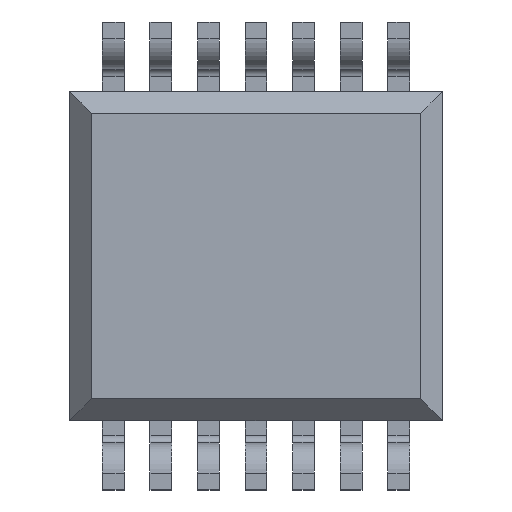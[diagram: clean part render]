
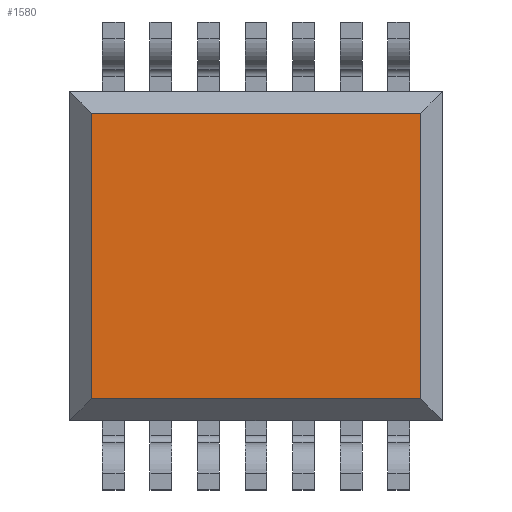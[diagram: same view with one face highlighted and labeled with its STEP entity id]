
A CAD part, top view. The second image highlights one B-rep face of the part: STEP entity #1580.
In plain terms, the highlighted planar face has unit normal (0, 0, 1).
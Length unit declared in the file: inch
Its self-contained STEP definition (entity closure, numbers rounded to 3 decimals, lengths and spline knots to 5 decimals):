
#1529 = EDGE_LOOP ( 'NONE', ( #1581, #1585, #1588, #1591 ) ) ;
#1580 = ADVANCED_FACE ( 'NONE', ( #7827 ), #7862, .T. ) ;
#1581 = ORIENTED_EDGE ( 'NONE', *, *, #1582, .F. ) ;
#1582 = EDGE_CURVE ( 'NONE', #1583, #1584, #7861, .T. ) ;
#1583 = VERTEX_POINT ( 'NONE', #7853 ) ;
#1584 = VERTEX_POINT ( 'NONE', #7852 ) ;
#1585 = ORIENTED_EDGE ( 'NONE', *, *, #1586, .F. ) ;
#1586 = EDGE_CURVE ( 'NONE', #1587, #1583, #7851, .T. ) ;
#1587 = VERTEX_POINT ( 'NONE', #7847 ) ;
#1588 = ORIENTED_EDGE ( 'NONE', *, *, #1589, .F. ) ;
#1589 = EDGE_CURVE ( 'NONE', #1590, #1587, #7846, .T. ) ;
#1590 = VERTEX_POINT ( 'NONE', #7842 ) ;
#1591 = ORIENTED_EDGE ( 'NONE', *, *, #1592, .F. ) ;
#1592 = EDGE_CURVE ( 'NONE', #1584, #1590, #7840, .T. ) ;
#7827 = FACE_OUTER_BOUND ( 'NONE', #1529, .T. ) ;
#7837 = DIRECTION ( 'NONE',  ( 1., 0., 0. ) ) ;
#7838 = VECTOR ( 'NONE', #7837, 39.37008 ) ;
#7839 = CARTESIAN_POINT ( 'NONE',  ( 0., 0.07677, 0.03937 ) ) ;
#7840 = LINE ( 'NONE', #7839, #7838 ) ;
#7842 = CARTESIAN_POINT ( 'NONE',  ( 0.08858, 0.07677, 0.03937 ) ) ;
#7843 = DIRECTION ( 'NONE',  ( 0., -1., 0. ) ) ;
#7844 = VECTOR ( 'NONE', #7843, 39.37008 ) ;
#7845 = CARTESIAN_POINT ( 'NONE',  ( 0.08858, 0., 0.03937 ) ) ;
#7846 = LINE ( 'NONE', #7845, #7844 ) ;
#7847 = CARTESIAN_POINT ( 'NONE',  ( 0.08858, -0.07677, 0.03937 ) ) ;
#7848 = DIRECTION ( 'NONE',  ( -1., 0., 0. ) ) ;
#7849 = VECTOR ( 'NONE', #7848, 39.37008 ) ;
#7850 = CARTESIAN_POINT ( 'NONE',  ( 0., -0.07677, 0.03937 ) ) ;
#7851 = LINE ( 'NONE', #7850, #7849 ) ;
#7852 = CARTESIAN_POINT ( 'NONE',  ( -0.08858, 0.07677, 0.03937 ) ) ;
#7853 = CARTESIAN_POINT ( 'NONE',  ( -0.08858, -0.07677, 0.03937 ) ) ;
#7854 = DIRECTION ( 'NONE',  ( 0., 1., 0. ) ) ;
#7855 = VECTOR ( 'NONE', #7854, 39.37008 ) ;
#7856 = CARTESIAN_POINT ( 'NONE',  ( -0.08858, 0., 0.03937 ) ) ;
#7857 = DIRECTION ( 'NONE',  ( 1., 0., 0. ) ) ;
#7858 = DIRECTION ( 'NONE',  ( 0., 0., 1. ) ) ;
#7859 = CARTESIAN_POINT ( 'NONE',  ( -0.08858, -0.07677, 0.03937 ) ) ;
#7860 = AXIS2_PLACEMENT_3D ( 'NONE', #7859, #7858, #7857 ) ;
#7861 = LINE ( 'NONE', #7856, #7855 ) ;
#7862 = PLANE ( 'NONE',  #7860 ) ;
